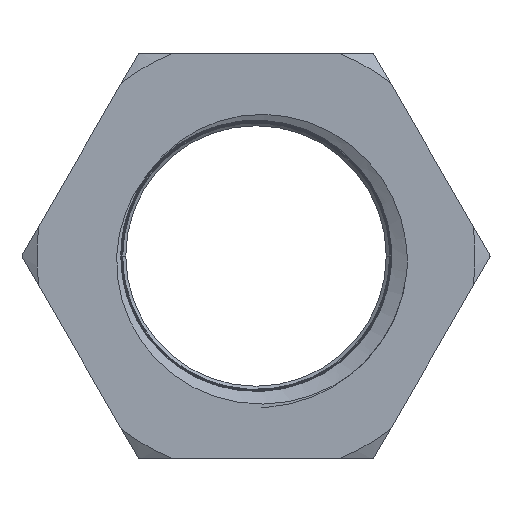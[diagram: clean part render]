
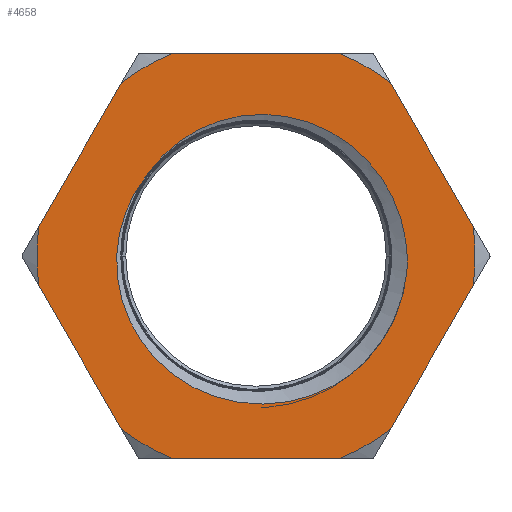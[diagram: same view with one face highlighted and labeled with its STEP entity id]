
A CAD part, left-side view. The second image highlights one B-rep face of the part: STEP entity #4658.
In plain terms, the highlighted planar face has unit normal (-1, 0, 0).
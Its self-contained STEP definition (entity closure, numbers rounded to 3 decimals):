
#121=DIRECTION('',(0.,-0.5,0.866));
#122=VECTOR('',#121,14.236);
#123=CARTESIAN_POINT('',(0.,18.671,2.56));
#124=LINE('',#123,#122);
#125=CARTESIAN_POINT('',(0.,0.,0.));
#126=DIRECTION('',(-1.,0.,0.));
#127=DIRECTION('',(0.,0.378,0.926));
#128=AXIS2_PLACEMENT_3D('',#125,#126,#127);
#130=DIRECTION('',(0.,-1.,0.));
#131=VECTOR('',#130,14.236);
#132=CARTESIAN_POINT('',(0.,7.118,17.45));
#133=LINE('',#132,#131);
#134=CARTESIAN_POINT('',(0.,0.,0.));
#135=DIRECTION('',(-1.,0.,0.));
#136=DIRECTION('',(0.,-0.613,0.79));
#137=AXIS2_PLACEMENT_3D('',#134,#135,#136);
#139=DIRECTION('',(0.,-0.5,-0.866));
#140=VECTOR('',#139,14.236);
#141=CARTESIAN_POINT('',(0.,-11.553,14.89));
#142=LINE('',#141,#140);
#143=DIRECTION('',(0.,0.5,-0.866));
#144=VECTOR('',#143,14.236);
#145=CARTESIAN_POINT('',(0.,-18.671,-2.56));
#146=LINE('',#145,#144);
#147=CARTESIAN_POINT('',(0.,0.,0.));
#148=DIRECTION('',(-1.,0.,0.));
#149=DIRECTION('',(0.,-0.378,-0.926));
#150=AXIS2_PLACEMENT_3D('',#147,#148,#149);
#152=DIRECTION('',(0.,1.,0.));
#153=VECTOR('',#152,14.236);
#154=CARTESIAN_POINT('',(0.,-7.118,-17.45));
#155=LINE('',#154,#153);
#156=CARTESIAN_POINT('',(0.,0.,0.));
#157=DIRECTION('',(-1.,0.,0.));
#158=DIRECTION('',(0.,0.613,-0.79));
#159=AXIS2_PLACEMENT_3D('',#156,#157,#158);
#161=DIRECTION('',(0.,0.5,0.866));
#162=VECTOR('',#161,14.236);
#163=CARTESIAN_POINT('',(0.,11.553,-14.89));
#164=LINE('',#163,#162);
#165=CARTESIAN_POINT('',(0.,9.234,7.151));
#166=CARTESIAN_POINT('',(0.,8.882,7.65));
#167=CARTESIAN_POINT('',(0.,8.11,8.584));
#168=CARTESIAN_POINT('',(0.,6.717,9.814));
#169=CARTESIAN_POINT('',(0.,5.163,10.804));
#170=CARTESIAN_POINT('',(0.,3.447,11.554));
#171=CARTESIAN_POINT('',(0.,1.641,12.028));
#172=CARTESIAN_POINT('',(0.,-0.236,12.22));
#173=CARTESIAN_POINT('',(0.,-2.129,12.118));
#174=CARTESIAN_POINT('',(0.,-3.982,11.728));
#175=CARTESIAN_POINT('',(0.,-5.775,11.05));
#176=CARTESIAN_POINT('',(0.,-7.446,10.103));
#177=CARTESIAN_POINT('',(0.,-8.974,8.891));
#178=CARTESIAN_POINT('',(0.,-10.28,7.476));
#179=CARTESIAN_POINT('',(0.,-11.346,5.902));
#180=CARTESIAN_POINT('',(0.,-12.163,4.198));
#181=CARTESIAN_POINT('',(0.,-12.724,2.386));
#182=CARTESIAN_POINT('',(0.,-13.015,0.49));
#183=CARTESIAN_POINT('',(0.,-13.021,-0.782));
#184=CARTESIAN_POINT('',(0.,-12.977,-1.423));
#186=CARTESIAN_POINT('',(0.,0.,0.));
#187=DIRECTION('',(-1.,0.,0.));
#188=DIRECTION('',(0.,0.791,0.612));
#189=AXIS2_PLACEMENT_3D('',#186,#187,#188);
#191=CARTESIAN_POINT('',(0.,-8.209,-10.142));
#192=CARTESIAN_POINT('',(0.,-7.801,-10.448));
#193=CARTESIAN_POINT('',(0.,-6.958,-11.007));
#194=CARTESIAN_POINT('',(0.,-5.597,-11.696));
#195=CARTESIAN_POINT('',(0.,-4.181,-12.215));
#196=CARTESIAN_POINT('',(0.,-2.683,-12.573));
#197=CARTESIAN_POINT('',(0.,-1.051,-12.758));
#198=CARTESIAN_POINT('',(0.,0.76,-12.72));
#199=CARTESIAN_POINT('',(0.,2.699,-12.382));
#200=CARTESIAN_POINT('',(0.,4.54,-11.75));
#201=CARTESIAN_POINT('',(0.,6.221,-10.868));
#202=CARTESIAN_POINT('',(0.,7.727,-9.764));
#203=CARTESIAN_POINT('',(0.,9.055,-8.443));
#204=CARTESIAN_POINT('',(0.,10.171,-6.929));
#205=CARTESIAN_POINT('',(0.,11.034,-5.286));
#206=CARTESIAN_POINT('',(0.,11.64,-3.526));
#207=CARTESIAN_POINT('',(0.,11.967,-1.719));
#208=CARTESIAN_POINT('',(0.,12.017,0.123));
#209=CARTESIAN_POINT('',(0.,11.786,1.934));
#210=CARTESIAN_POINT('',(0.,11.285,3.684));
#211=CARTESIAN_POINT('',(0.,10.526,5.329));
#212=CARTESIAN_POINT('',(0.,9.866,6.325));
#213=CARTESIAN_POINT('',(0.,9.496,6.799));
#215=CARTESIAN_POINT('',(0.,-12.977,-1.423));
#216=CARTESIAN_POINT('',(0.,-12.915,-1.989));
#217=CARTESIAN_POINT('',(0.,-12.718,-3.101));
#218=CARTESIAN_POINT('',(0.,-12.205,-4.729));
#219=CARTESIAN_POINT('',(0.,-11.489,-6.27));
#220=CARTESIAN_POINT('',(0.,-10.577,-7.708));
#221=CARTESIAN_POINT('',(0.,-9.48,-9.02));
#222=CARTESIAN_POINT('',(0.,-8.651,-9.785));
#223=CARTESIAN_POINT('',(0.,-8.209,-10.142));
#239=CARTESIAN_POINT('',(0.,0.,0.));
#240=DIRECTION('',(-1.,0.,0.));
#241=DIRECTION('',(0.,0.991,0.136));
#242=AXIS2_PLACEMENT_3D('',#239,#240,#241);
#265=CARTESIAN_POINT('',(0.,0.,0.));
#266=DIRECTION('',(-1.,0.,0.));
#267=DIRECTION('',(0.,-0.991,-0.136));
#268=AXIS2_PLACEMENT_3D('',#265,#266,#267);
#4389=CARTESIAN_POINT('',(0.,11.553,-14.89));
#4390=CARTESIAN_POINT('',(0.,7.118,-17.45));
#4391=VERTEX_POINT('',#4389);
#4392=VERTEX_POINT('',#4390);
#4393=CARTESIAN_POINT('',(0.,-7.118,-17.45));
#4394=CARTESIAN_POINT('',(0.,-11.553,-14.89));
#4395=VERTEX_POINT('',#4393);
#4396=VERTEX_POINT('',#4394);
#4397=CARTESIAN_POINT('',(0.,-11.553,14.89));
#4398=CARTESIAN_POINT('',(0.,-7.118,17.45));
#4399=VERTEX_POINT('',#4397);
#4400=VERTEX_POINT('',#4398);
#4401=CARTESIAN_POINT('',(0.,7.118,17.45));
#4402=CARTESIAN_POINT('',(0.,11.553,14.89));
#4403=VERTEX_POINT('',#4401);
#4404=VERTEX_POINT('',#4402);
#4421=CARTESIAN_POINT('',(0.,18.671,-2.56));
#4422=VERTEX_POINT('',#4421);
#4423=CARTESIAN_POINT('',(0.,18.671,2.56));
#4424=VERTEX_POINT('',#4423);
#4425=CARTESIAN_POINT('',(0.,-18.671,2.56));
#4426=VERTEX_POINT('',#4425);
#4427=CARTESIAN_POINT('',(0.,-18.671,-2.56));
#4428=VERTEX_POINT('',#4427);
#4471=VERTEX_POINT('',#165);
#4472=VERTEX_POINT('',#184);
#4473=VERTEX_POINT('',#223);
#4474=VERTEX_POINT('',#213);
#4617=CARTESIAN_POINT('',(0.,0.,0.));
#4618=DIRECTION('',(1.,0.,0.));
#4619=DIRECTION('',(0.,0.,-1.));
#4620=AXIS2_PLACEMENT_3D('',#4617,#4618,#4619);
#4621=PLANE('',#4620);
#4623=ORIENTED_EDGE('',*,*,#4622,.F.);
#4625=ORIENTED_EDGE('',*,*,#4624,.T.);
#4627=ORIENTED_EDGE('',*,*,#4626,.F.);
#4629=ORIENTED_EDGE('',*,*,#4628,.T.);
#4631=ORIENTED_EDGE('',*,*,#4630,.F.);
#4633=ORIENTED_EDGE('',*,*,#4632,.T.);
#4635=ORIENTED_EDGE('',*,*,#4634,.F.);
#4637=ORIENTED_EDGE('',*,*,#4636,.T.);
#4639=ORIENTED_EDGE('',*,*,#4638,.F.);
#4641=ORIENTED_EDGE('',*,*,#4640,.T.);
#4643=ORIENTED_EDGE('',*,*,#4642,.F.);
#4645=ORIENTED_EDGE('',*,*,#4644,.T.);
#4646=EDGE_LOOP('',(#4623,#4625,#4627,#4629,#4631,#4633,#4635,#4637,#4639,#4641,
#4643,#4645));
#4647=FACE_OUTER_BOUND('',#4646,.F.);
#4649=ORIENTED_EDGE('',*,*,#4648,.F.);
#4651=ORIENTED_EDGE('',*,*,#4650,.T.);
#4653=ORIENTED_EDGE('',*,*,#4652,.F.);
#4655=ORIENTED_EDGE('',*,*,#4654,.F.);
#4656=EDGE_LOOP('',(#4649,#4651,#4653,#4655));
#4657=FACE_BOUND('',#4656,.F.);
#129=CIRCLE('',#128,18.846);
#138=CIRCLE('',#137,18.846);
#151=CIRCLE('',#150,18.846);
#160=CIRCLE('',#159,18.846);
#185=B_SPLINE_CURVE_WITH_KNOTS('',3,(#165,#166,#167,#168,#169,#170,#171,#172,
#173,#174,#175,#176,#177,#178,#179,#180,#181,#182,#183,#184),.UNSPECIFIED.,.F.,
.F.,(4,1,1,1,1,1,1,1,1,1,1,1,1,1,1,1,1,4),(0.,0.059,
0.118,0.176,0.235,0.294,
0.353,0.412,0.471,0.529,
0.588,0.647,0.706,0.765,
0.824,0.882,0.941,1.),.UNSPECIFIED.);
#190=CIRCLE('',#189,11.679);
#214=B_SPLINE_CURVE_WITH_KNOTS('',3,(#191,#192,#193,#194,#195,#196,#197,#198,
#199,#200,#201,#202,#203,#204,#205,#206,#207,#208,#209,#210,#211,#212,#213),
.UNSPECIFIED.,.F.,.F.,(4,1,1,1,1,1,1,1,1,1,1,1,1,1,1,1,1,1,1,1,4),(0.,0.05,
0.1,0.15,0.2,0.25,0.3,0.35,0.4,0.45,0.5,0.55,0.6,0.65,
0.7,0.75,0.8,0.85,0.9,0.95,1.),.UNSPECIFIED.);
#224=B_SPLINE_CURVE_WITH_KNOTS('',3,(#215,#216,#217,#218,#219,#220,#221,#222,
#223),.UNSPECIFIED.,.F.,.F.,(4,1,1,1,1,1,4),(0.,0.167,
0.333,0.5,0.667,0.833,1.),
.UNSPECIFIED.);
#243=CIRCLE('',#242,18.846);
#269=CIRCLE('',#268,18.846);
#4622=EDGE_CURVE('',#4424,#4422,#243,.T.);
#4624=EDGE_CURVE('',#4424,#4404,#124,.T.);
#4626=EDGE_CURVE('',#4403,#4404,#129,.T.);
#4628=EDGE_CURVE('',#4403,#4400,#133,.T.);
#4630=EDGE_CURVE('',#4399,#4400,#138,.T.);
#4632=EDGE_CURVE('',#4399,#4426,#142,.T.);
#4634=EDGE_CURVE('',#4428,#4426,#269,.T.);
#4636=EDGE_CURVE('',#4428,#4396,#146,.T.);
#4638=EDGE_CURVE('',#4395,#4396,#151,.T.);
#4640=EDGE_CURVE('',#4395,#4392,#155,.T.);
#4642=EDGE_CURVE('',#4391,#4392,#160,.T.);
#4644=EDGE_CURVE('',#4391,#4422,#164,.T.);
#4648=EDGE_CURVE('',#4471,#4472,#185,.T.);
#4650=EDGE_CURVE('',#4471,#4474,#190,.T.);
#4652=EDGE_CURVE('',#4473,#4474,#214,.T.);
#4654=EDGE_CURVE('',#4472,#4473,#224,.T.);
#4658=ADVANCED_FACE('',(#4647,#4657),#4621,.F.);
